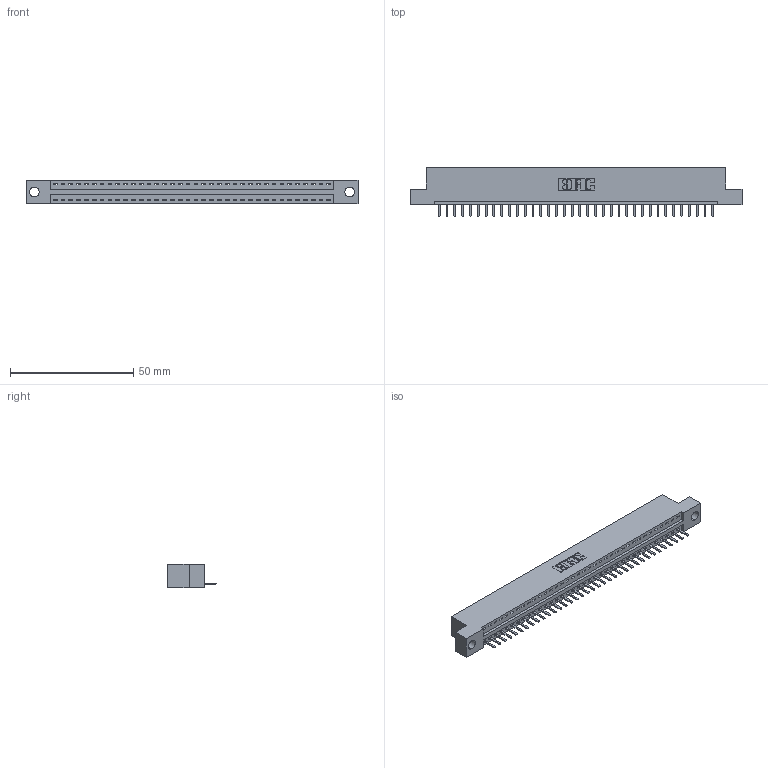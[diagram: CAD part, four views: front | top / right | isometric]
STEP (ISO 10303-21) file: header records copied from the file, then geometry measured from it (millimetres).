
FILE_DESCRIPTION (( 'STEP AP203' ), '1' );
FILE_NAME ('346-036-520-104.STEP', '2022-05-07T00:15:30', ( '' ), ( '' ), 'SwSTEP 2.0', 'SolidWorks 2020', '' );
FILE_SCHEMA (( 'CONFIG_CONTROL_DESIGN' ));
Length unit declared in the file: inch
Products named in the file (3): 346 Part_Flush Mounting Lugs - 0.156 Dia-TH; 346-036-520-104; 345-292-001_345-293-120
Assembly tree (37 placements, depth 2):
  346-036-520-104
    346 Part_Flush Mounting Lugs - 0.156 Dia-TH
    345-292-001_345-293-120  x36
Bounding box: 134.87 x 20.02 x 9.4 mm (x, y, z)
Volume: 12659.6 mm3; surface area: 15249.7 mm2
Topology: 37 solids, 37 shells, 2368 faces, 6989 edges, 4562 vertices
Faces by surface type: plane 1602, cylinder 766
Entity records: 23683 total; most frequent: CARTESIAN_POINT 4082, ORIENTED_EDGE 4038, DIRECTION 3595, EDGE_CURVE 2019, VECTOR 1739, LINE 1739, VERTEX_POINT 1342, AXIS2_PLACEMENT_3D 928
